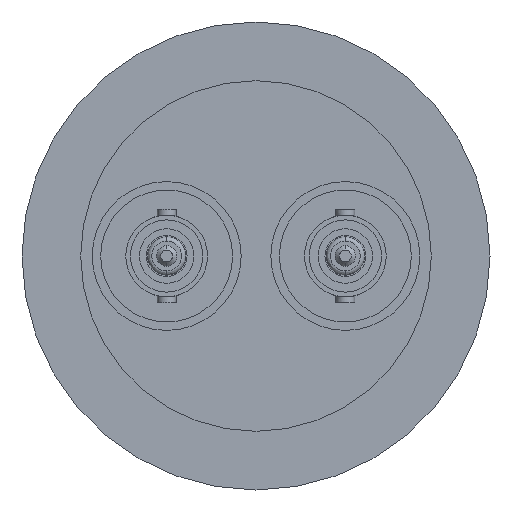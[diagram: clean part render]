
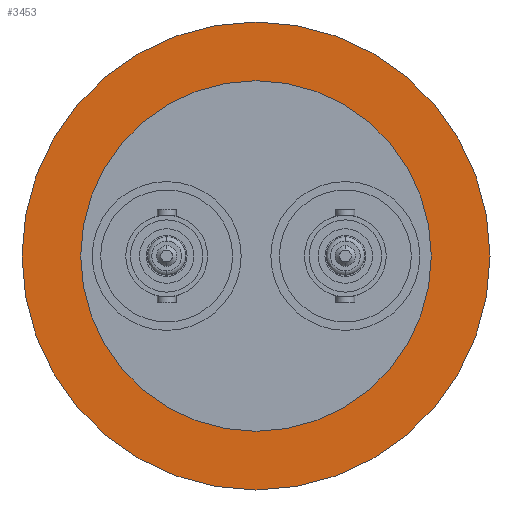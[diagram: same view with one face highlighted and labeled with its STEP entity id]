
A CAD part, left-side view. The second image highlights one B-rep face of the part: STEP entity #3453.
In plain terms, the highlighted planar face has unit normal (-1, 0, 0).
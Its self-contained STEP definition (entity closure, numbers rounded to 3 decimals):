
#38 = AXIS2_PLACEMENT_3D ( 'NONE', #3284, #2681, #2155 ) ;
#101 = CARTESIAN_POINT ( 'NONE',  ( 0., 0., 0. ) ) ;
#128 = EDGE_CURVE ( 'NONE', #2463, #2902, #1849, .T. ) ;
#159 = AXIS2_PLACEMENT_3D ( 'NONE', #101, #2896, #354 ) ;
#214 = EDGE_CURVE ( 'NONE', #3571, #446, #1710, .T. ) ;
#247 = CIRCLE ( 'NONE', #38, 27.5 ) ;
#250 = AXIS2_PLACEMENT_3D ( 'NONE', #1557, #2422, #2712 ) ;
#354 = DIRECTION ( 'NONE',  ( 0., 0., 1. ) ) ;
#446 = VERTEX_POINT ( 'NONE', #846 ) ;
#505 = DIRECTION ( 'NONE',  ( 0., 0., -1. ) ) ;
#526 = EDGE_LOOP ( 'NONE', ( #3515, #3062 ) ) ;
#779 = AXIS2_PLACEMENT_3D ( 'NONE', #973, #2048, #2602 ) ;
#831 = EDGE_LOOP ( 'NONE', ( #2845, #2677 ) ) ;
#846 = CARTESIAN_POINT ( 'NONE',  ( 0., 0., -20.6 ) ) ;
#876 = EDGE_CURVE ( 'NONE', #2902, #2463, #247, .T. ) ;
#973 = CARTESIAN_POINT ( 'NONE',  ( 0., 0., 0. ) ) ;
#1270 = FACE_BOUND ( 'NONE', #526, .T. ) ;
#1323 = PLANE ( 'NONE',  #2446 ) ;
#1557 = CARTESIAN_POINT ( 'NONE',  ( 0., 0., 0. ) ) ;
#1632 = CARTESIAN_POINT ( 'NONE',  ( 0., 0., 27.5 ) ) ;
#1689 = EDGE_CURVE ( 'NONE', #446, #3571, #2911, .T. ) ;
#1710 = CIRCLE ( 'NONE', #250, 20.6 ) ;
#1849 = CIRCLE ( 'NONE', #779, 27.5 ) ;
#2048 = DIRECTION ( 'NONE',  ( -1., 0., 0. ) ) ;
#2155 = DIRECTION ( 'NONE',  ( 0., 0., 1. ) ) ;
#2196 = DIRECTION ( 'NONE',  ( 1., 0., 0. ) ) ;
#2238 = CARTESIAN_POINT ( 'NONE',  ( 0., 0., -27.5 ) ) ;
#2422 = DIRECTION ( 'NONE',  ( -1., 0., 0. ) ) ;
#2446 = AXIS2_PLACEMENT_3D ( 'NONE', #2473, #2196, #505 ) ;
#2463 = VERTEX_POINT ( 'NONE', #1632 ) ;
#2473 = CARTESIAN_POINT ( 'NONE',  ( 0., 0., -27.5 ) ) ;
#2602 = DIRECTION ( 'NONE',  ( 0., 0., 1. ) ) ;
#2677 = ORIENTED_EDGE ( 'NONE', *, *, #876, .T. ) ;
#2681 = DIRECTION ( 'NONE',  ( -1., 0., 0. ) ) ;
#2712 = DIRECTION ( 'NONE',  ( 0., 0., 1. ) ) ;
#2845 = ORIENTED_EDGE ( 'NONE', *, *, #128, .T. ) ;
#2896 = DIRECTION ( 'NONE',  ( -1., 0., 0. ) ) ;
#2902 = VERTEX_POINT ( 'NONE', #2238 ) ;
#2911 = CIRCLE ( 'NONE', #159, 20.6 ) ;
#2933 = FACE_OUTER_BOUND ( 'NONE', #831, .T. ) ;
#3062 = ORIENTED_EDGE ( 'NONE', *, *, #1689, .F. ) ;
#3284 = CARTESIAN_POINT ( 'NONE',  ( 0., 0., 0. ) ) ;
#3453 = ADVANCED_FACE ( 'NONE', ( #1270, #2933 ), #1323, .F. ) ;
#3515 = ORIENTED_EDGE ( 'NONE', *, *, #214, .F. ) ;
#3553 = CARTESIAN_POINT ( 'NONE',  ( 0., 0., 20.6 ) ) ;
#3571 = VERTEX_POINT ( 'NONE', #3553 ) ;
